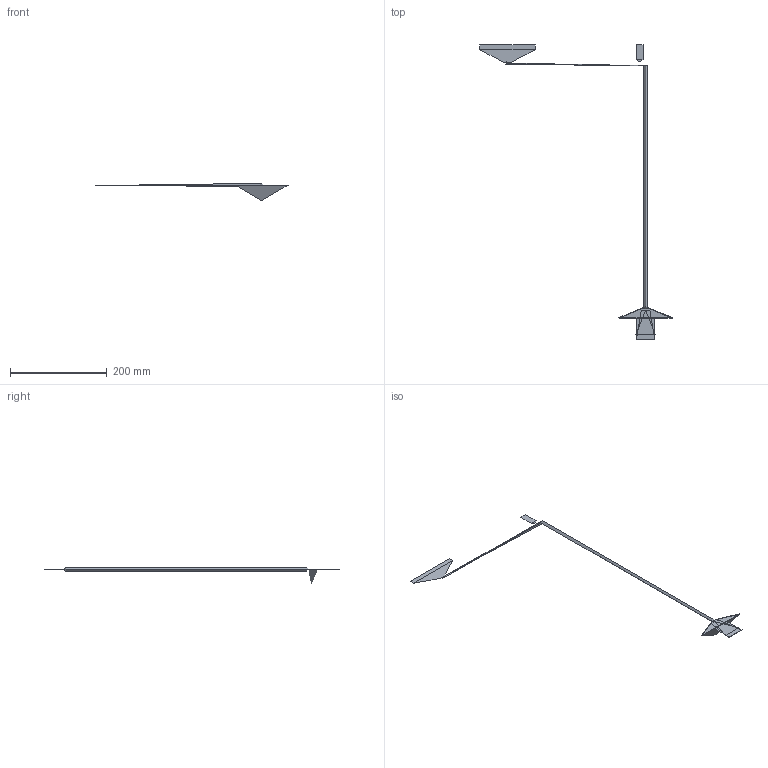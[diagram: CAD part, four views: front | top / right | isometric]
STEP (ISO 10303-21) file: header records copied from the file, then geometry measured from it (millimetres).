
FILE_DESCRIPTION(/* description */ (''),/* implementation_level */ '2;1');
FILE_NAME(/* name */ 'TALL SP1 BIG BIANCO(NERO)',/* time_stamp */ '2020-06-19T08:23:05+08:00',/* author */ (''),/* organization */ (''),/* preprocessor_version */ 'ST-DEVELOPER v10',/* originating_system */ '',/* authorisation */ '');
FILE_SCHEMA (('CONFIG_CONTROL_DESIGN'));
Length unit declared in the file: millimetre
Products named in the file (1): 1
Bounding box: 398.31 x 608.17 x 35.75 mm (x, y, z)
Volume: 68801.8 mm3; surface area: 174178 mm2
Topology: 2 solids, 10 shells, 48 faces, 176 edges, 106 vertices
Faces by surface type: bspline 48
Entity records: 4015 total; most frequent: CARTESIAN_POINT 3244, ORIENTED_EDGE 186, EDGE_CURVE 103, VERTEX_POINT 65, ADVANCED_FACE 48, FACE_OUTER_BOUND 48, EDGE_LOOP 48, COMPOSITE_CURVE_SEGMENT 46
